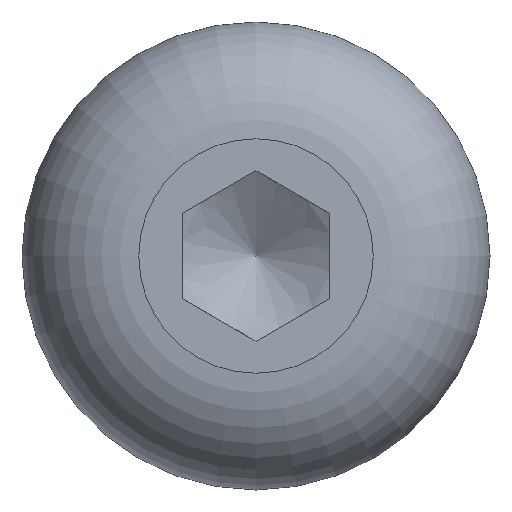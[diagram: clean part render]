
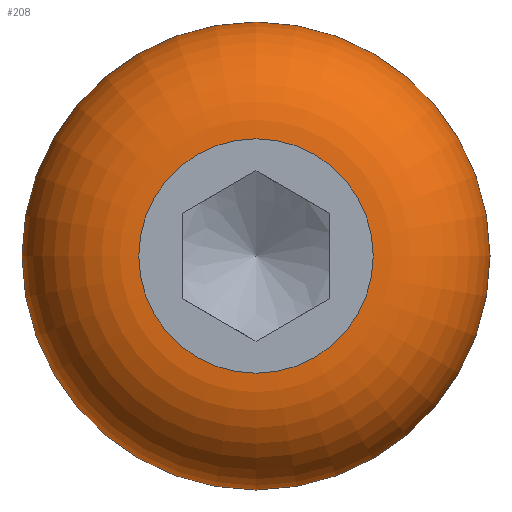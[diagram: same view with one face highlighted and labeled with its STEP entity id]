
A CAD part, left-side view. The second image highlights one B-rep face of the part: STEP entity #208.
In plain terms, the highlighted toroidal (fillet/blend) face has major radius 2.38 mm and minor radius 2.37 mm.
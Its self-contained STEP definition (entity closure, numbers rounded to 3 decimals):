
#60=FACE_BOUND($,#88,.T.);
#69=FACE_OUTER_BOUND($,#87,.T.);
#87=EDGE_LOOP($,(#160));
#88=EDGE_LOOP($,(#161));
#105=CIRCLE($,#232,2.38);
#106=CIRCLE($,#233,4.75);
#112=VERTEX_POINT($,#318);
#113=VERTEX_POINT($,#320);
#131=EDGE_CURVE($,#112,#112,#105,.T.);
#132=EDGE_CURVE($,#113,#113,#106,.T.);
#160=ORIENTED_EDGE($,*,*,#131,.T.);
#161=ORIENTED_EDGE($,*,*,#132,.T.);
#202=TOROIDAL_SURFACE($,#231,2.38,2.37);
#208=ADVANCED_FACE($,(#69,#60),#202,.T.);
#231=AXIS2_PLACEMENT_3D($,#317,#265,#266);
#232=AXIS2_PLACEMENT_3D($,#319,#267,#268);
#233=AXIS2_PLACEMENT_3D($,#321,#269,#270);
#265=DIRECTION('center_axis',(1.,0.,0.));
#266=DIRECTION('ref_axis',(0.,0.,-1.));
#267=DIRECTION('center_axis',(1.,0.,0.));
#268=DIRECTION('ref_axis',(0.,-1.,0.));
#269=DIRECTION('center_axis',(-1.,0.,0.));
#270=DIRECTION('ref_axis',(0.,-1.,0.));
#317=CARTESIAN_POINT('Origin',(-0.38,0.,
0.));
#318=CARTESIAN_POINT('',(-2.75,2.38,0.));
#319=CARTESIAN_POINT('Origin',(-2.75,0.,
0.));
#320=CARTESIAN_POINT('',(-0.38,4.75,0.));
#321=CARTESIAN_POINT('Origin',(-0.38,0.,
0.));
